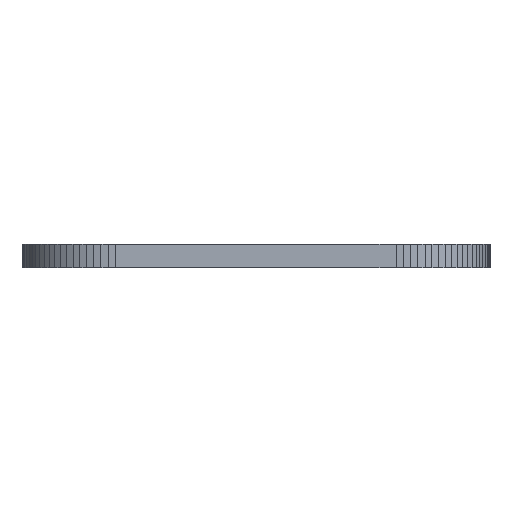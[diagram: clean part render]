
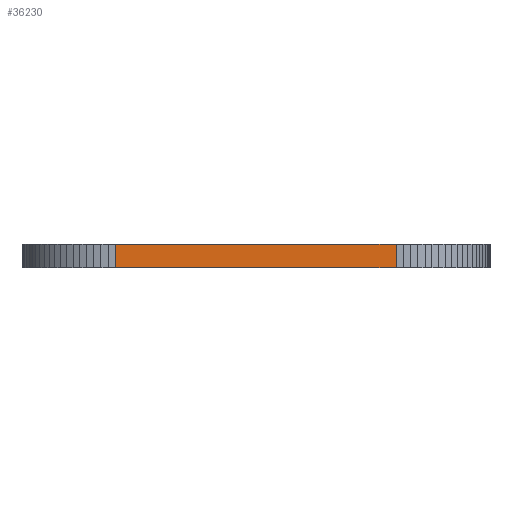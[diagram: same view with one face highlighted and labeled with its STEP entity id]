
A CAD part, left-side view. The second image highlights one B-rep face of the part: STEP entity #36230.
In plain terms, the highlighted planar face has unit normal (-1, 0, 0).
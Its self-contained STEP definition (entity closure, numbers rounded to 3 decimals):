
#90 = PLANE('',#91);
#91 = AXIS2_PLACEMENT_3D('',#92,#93,#94);
#92 = CARTESIAN_POINT('',(150.114,-95.961,1.58));
#93 = DIRECTION('',(-0.,-0.,-1.));
#94 = DIRECTION('',(-1.,0.,0.));
#144 = PLANE('',#145);
#145 = AXIS2_PLACEMENT_3D('',#146,#147,#148);
#146 = CARTESIAN_POINT('',(150.114,-95.961,0.));
#147 = DIRECTION('',(-0.,-0.,-1.));
#148 = DIRECTION('',(-1.,0.,0.));
#1933 = VERTEX_POINT('',#1934);
#1934 = CARTESIAN_POINT('',(43.688,-105.461,0.));
#1948 = PLANE('',#1949);
#1949 = AXIS2_PLACEMENT_3D('',#1950,#1951,#1952);
#1950 = CARTESIAN_POINT('',(43.706,-105.96,0.));
#1951 = DIRECTION('',(-0.999,-0.035,0.));
#1952 = DIRECTION('',(-0.035,0.999,0.));
#1960 = EDGE_CURVE('',#1933,#1961,#1963,.T.);
#1961 = VERTEX_POINT('',#1962);
#1962 = CARTESIAN_POINT('',(43.688,-86.436,0.));
#1963 = SURFACE_CURVE('',#1964,(#1968,#1975),.PCURVE_S1.);
#1964 = LINE('',#1965,#1966);
#1965 = CARTESIAN_POINT('',(43.688,-105.461,0.));
#1966 = VECTOR('',#1967,1.);
#1967 = DIRECTION('',(0.,1.,0.));
#1968 = PCURVE('',#144,#1969);
#1969 = DEFINITIONAL_REPRESENTATION('',(#1970),#1974);
#1970 = LINE('',#1971,#1972);
#1971 = CARTESIAN_POINT('',(106.426,-9.5));
#1972 = VECTOR('',#1973,1.);
#1973 = DIRECTION('',(0.,1.));
#1974 = ( GEOMETRIC_REPRESENTATION_CONTEXT(2) 
PARAMETRIC_REPRESENTATION_CONTEXT() REPRESENTATION_CONTEXT('2D SPACE',''
  ) );
#1975 = PCURVE('',#1976,#1981);
#1976 = PLANE('',#1977);
#1977 = AXIS2_PLACEMENT_3D('',#1978,#1979,#1980);
#1978 = CARTESIAN_POINT('',(43.688,-105.461,0.));
#1979 = DIRECTION('',(-1.,0.,0.));
#1980 = DIRECTION('',(0.,1.,0.));
#1981 = DEFINITIONAL_REPRESENTATION('',(#1982),#1986);
#1982 = LINE('',#1983,#1984);
#1983 = CARTESIAN_POINT('',(0.,0.));
#1984 = VECTOR('',#1985,1.);
#1985 = DIRECTION('',(1.,0.));
#1986 = ( GEOMETRIC_REPRESENTATION_CONTEXT(2) 
PARAMETRIC_REPRESENTATION_CONTEXT() REPRESENTATION_CONTEXT('2D SPACE',''
  ) );
#2004 = PLANE('',#2005);
#2005 = AXIS2_PLACEMENT_3D('',#2006,#2007,#2008);
#2006 = CARTESIAN_POINT('',(43.688,-86.436,0.));
#2007 = DIRECTION('',(-0.999,0.039,0.));
#2008 = DIRECTION('',(0.039,0.999,0.));
#20735 = VERTEX_POINT('',#20736);
#20736 = CARTESIAN_POINT('',(43.688,-105.461,1.58));
#20757 = EDGE_CURVE('',#20735,#20758,#20760,.T.);
#20758 = VERTEX_POINT('',#20759);
#20759 = CARTESIAN_POINT('',(43.688,-86.436,1.58));
#20760 = SURFACE_CURVE('',#20761,(#20765,#20772),.PCURVE_S1.);
#20761 = LINE('',#20762,#20763);
#20762 = CARTESIAN_POINT('',(43.688,-105.461,1.58));
#20763 = VECTOR('',#20764,1.);
#20764 = DIRECTION('',(0.,1.,0.));
#20765 = PCURVE('',#90,#20766);
#20766 = DEFINITIONAL_REPRESENTATION('',(#20767),#20771);
#20767 = LINE('',#20768,#20769);
#20768 = CARTESIAN_POINT('',(106.426,-9.5));
#20769 = VECTOR('',#20770,1.);
#20770 = DIRECTION('',(0.,1.));
#20771 = ( GEOMETRIC_REPRESENTATION_CONTEXT(2) 
PARAMETRIC_REPRESENTATION_CONTEXT() REPRESENTATION_CONTEXT('2D SPACE',''
  ) );
#20772 = PCURVE('',#1976,#20773);
#20773 = DEFINITIONAL_REPRESENTATION('',(#20774),#20778);
#20774 = LINE('',#20775,#20776);
#20775 = CARTESIAN_POINT('',(0.,-1.58));
#20776 = VECTOR('',#20777,1.);
#20777 = DIRECTION('',(1.,0.));
#20778 = ( GEOMETRIC_REPRESENTATION_CONTEXT(2) 
PARAMETRIC_REPRESENTATION_CONTEXT() REPRESENTATION_CONTEXT('2D SPACE',''
  ) );
#36180 = EDGE_CURVE('',#1961,#20758,#36181,.T.);
#36181 = SURFACE_CURVE('',#36182,(#36186,#36193),.PCURVE_S1.);
#36182 = LINE('',#36183,#36184);
#36183 = CARTESIAN_POINT('',(43.688,-86.436,0.));
#36184 = VECTOR('',#36185,1.);
#36185 = DIRECTION('',(0.,0.,1.));
#36186 = PCURVE('',#2004,#36187);
#36187 = DEFINITIONAL_REPRESENTATION('',(#36188),#36192);
#36188 = LINE('',#36189,#36190);
#36189 = CARTESIAN_POINT('',(0.,0.));
#36190 = VECTOR('',#36191,1.);
#36191 = DIRECTION('',(0.,-1.));
#36192 = ( GEOMETRIC_REPRESENTATION_CONTEXT(2) 
PARAMETRIC_REPRESENTATION_CONTEXT() REPRESENTATION_CONTEXT('2D SPACE',''
  ) );
#36193 = PCURVE('',#1976,#36194);
#36194 = DEFINITIONAL_REPRESENTATION('',(#36195),#36199);
#36195 = LINE('',#36196,#36197);
#36196 = CARTESIAN_POINT('',(19.025,0.));
#36197 = VECTOR('',#36198,1.);
#36198 = DIRECTION('',(0.,-1.));
#36199 = ( GEOMETRIC_REPRESENTATION_CONTEXT(2) 
PARAMETRIC_REPRESENTATION_CONTEXT() REPRESENTATION_CONTEXT('2D SPACE',''
  ) );
#36230 = ADVANCED_FACE('',(#36231),#1976,.T.);
#36231 = FACE_BOUND('',#36232,.T.);
#36232 = EDGE_LOOP('',(#36233,#36254,#36255,#36256));
#36233 = ORIENTED_EDGE('',*,*,#36234,.T.);
#36234 = EDGE_CURVE('',#1933,#20735,#36235,.T.);
#36235 = SURFACE_CURVE('',#36236,(#36240,#36247),.PCURVE_S1.);
#36236 = LINE('',#36237,#36238);
#36237 = CARTESIAN_POINT('',(43.688,-105.461,0.));
#36238 = VECTOR('',#36239,1.);
#36239 = DIRECTION('',(0.,0.,1.));
#36240 = PCURVE('',#1976,#36241);
#36241 = DEFINITIONAL_REPRESENTATION('',(#36242),#36246);
#36242 = LINE('',#36243,#36244);
#36243 = CARTESIAN_POINT('',(0.,0.));
#36244 = VECTOR('',#36245,1.);
#36245 = DIRECTION('',(0.,-1.));
#36246 = ( GEOMETRIC_REPRESENTATION_CONTEXT(2) 
PARAMETRIC_REPRESENTATION_CONTEXT() REPRESENTATION_CONTEXT('2D SPACE',''
  ) );
#36247 = PCURVE('',#1948,#36248);
#36248 = DEFINITIONAL_REPRESENTATION('',(#36249),#36253);
#36249 = LINE('',#36250,#36251);
#36250 = CARTESIAN_POINT('',(0.5,0.));
#36251 = VECTOR('',#36252,1.);
#36252 = DIRECTION('',(0.,-1.));
#36253 = ( GEOMETRIC_REPRESENTATION_CONTEXT(2) 
PARAMETRIC_REPRESENTATION_CONTEXT() REPRESENTATION_CONTEXT('2D SPACE',''
  ) );
#36254 = ORIENTED_EDGE('',*,*,#20757,.T.);
#36255 = ORIENTED_EDGE('',*,*,#36180,.F.);
#36256 = ORIENTED_EDGE('',*,*,#1960,.F.);
